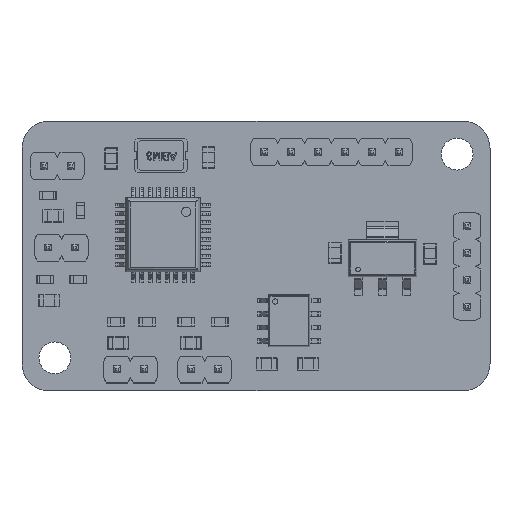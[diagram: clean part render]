
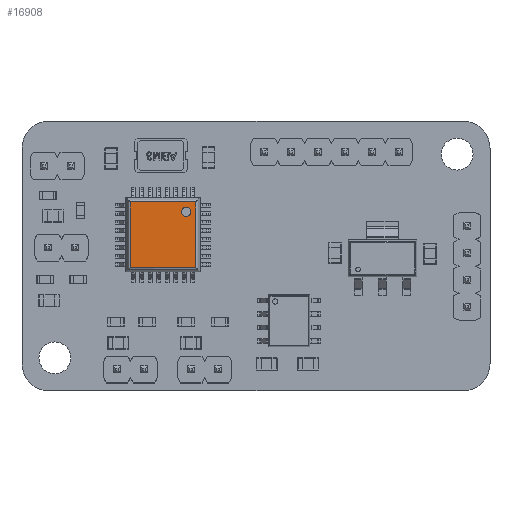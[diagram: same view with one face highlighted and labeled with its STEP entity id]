
A CAD part, top view. The second image highlights one B-rep face of the part: STEP entity #16908.
In plain terms, the highlighted planar face has unit normal (0, 0, 1).
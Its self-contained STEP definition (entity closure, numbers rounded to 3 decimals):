
#16814 = VERTEX_POINT('',#16815);
#16815 = CARTESIAN_POINT('',(-3.108,-3.108,1.6));
#16822 = EDGE_CURVE('',#16814,#16823,#16825,.T.);
#16823 = VERTEX_POINT('',#16824);
#16824 = CARTESIAN_POINT('',(-3.108,3.108,1.6));
#16825 = LINE('',#16826,#16827);
#16826 = CARTESIAN_POINT('',(-3.108,-3.238,1.6));
#16827 = VECTOR('',#16828,1.);
#16828 = DIRECTION('',(0.,1.,0.));
#16889 = VERTEX_POINT('',#16890);
#16890 = CARTESIAN_POINT('',(3.108,-3.108,1.6));
#16897 = EDGE_CURVE('',#16814,#16889,#16898,.T.);
#16898 = LINE('',#16899,#16900);
#16899 = CARTESIAN_POINT('',(-3.238,-3.108,1.6));
#16900 = VECTOR('',#16901,1.);
#16901 = DIRECTION('',(1.,0.,0.));
#16908 = ADVANCED_FACE('',(#16909,#16927),#16938,.T.);
#16909 = FACE_BOUND('',#16910,.T.);
#16910 = EDGE_LOOP('',(#16911,#16912,#16913,#16921));
#16911 = ORIENTED_EDGE('',*,*,#16822,.F.);
#16912 = ORIENTED_EDGE('',*,*,#16897,.T.);
#16913 = ORIENTED_EDGE('',*,*,#16914,.T.);
#16914 = EDGE_CURVE('',#16889,#16915,#16917,.T.);
#16915 = VERTEX_POINT('',#16916);
#16916 = CARTESIAN_POINT('',(3.108,3.108,1.6));
#16917 = LINE('',#16918,#16919);
#16918 = CARTESIAN_POINT('',(3.108,-3.238,1.6));
#16919 = VECTOR('',#16920,1.);
#16920 = DIRECTION('',(0.,1.,0.));
#16921 = ORIENTED_EDGE('',*,*,#16922,.F.);
#16922 = EDGE_CURVE('',#16823,#16915,#16923,.T.);
#16923 = LINE('',#16924,#16925);
#16924 = CARTESIAN_POINT('',(-3.238,3.108,1.6));
#16925 = VECTOR('',#16926,1.);
#16926 = DIRECTION('',(1.,0.,0.));
#16927 = FACE_BOUND('',#16928,.T.);
#16928 = EDGE_LOOP('',(#16929));
#16929 = ORIENTED_EDGE('',*,*,#16930,.F.);
#16930 = EDGE_CURVE('',#16931,#16931,#16933,.T.);
#16931 = VERTEX_POINT('',#16932);
#16932 = CARTESIAN_POINT('',(-1.738,2.175,1.6));
#16933 = CIRCLE('',#16934,0.438);
#16934 = AXIS2_PLACEMENT_3D('',#16935,#16936,#16937);
#16935 = CARTESIAN_POINT('',(-2.175,2.175,1.6));
#16936 = DIRECTION('',(0.,0.,1.));
#16937 = DIRECTION('',(1.,0.,0.));
#16938 = PLANE('',#16939);
#16939 = AXIS2_PLACEMENT_3D('',#16940,#16941,#16942);
#16940 = CARTESIAN_POINT('',(-3.5,-3.5,1.6));
#16941 = DIRECTION('',(0.,0.,1.));
#16942 = DIRECTION('',(1.,0.,0.));
